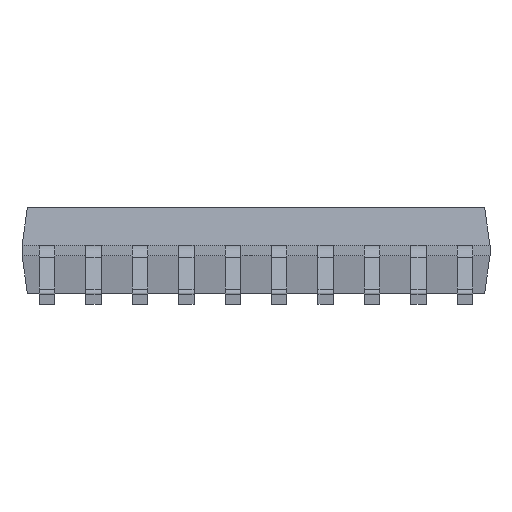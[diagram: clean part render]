
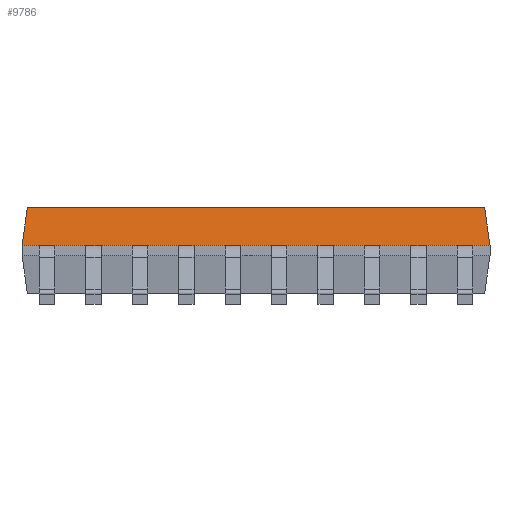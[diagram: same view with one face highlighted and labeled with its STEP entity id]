
A CAD part, front view. The second image highlights one B-rep face of the part: STEP entity #9786.
In plain terms, the highlighted face is planar.
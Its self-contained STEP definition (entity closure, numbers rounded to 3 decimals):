
#1499=FACE_OUTER_BOUND('',#2039,.T.);
#2039=EDGE_LOOP('',(#8962,#8963,#8964,#8965));
#2915=LINE('',#18439,#3809);
#2926=LINE('',#18467,#3820);
#2930=LINE('',#18473,#3824);
#2932=LINE('',#18477,#3826);
#3809=VECTOR('',#12520,1000.);
#3820=VECTOR('',#12545,1000.);
#3824=VECTOR('',#12553,1000.);
#3826=VECTOR('',#12559,1000.);
#4753=VERTEX_POINT('',#18432);
#4756=VERTEX_POINT('',#18437);
#4764=VERTEX_POINT('',#18459);
#4766=VERTEX_POINT('',#18465);
#6151=EDGE_CURVE('',#4756,#4753,#2915,.T.);
#6164=EDGE_CURVE('',#4764,#4766,#2926,.T.);
#6168=EDGE_CURVE('',#4753,#4766,#2930,.T.);
#6170=EDGE_CURVE('',#4756,#4764,#2932,.T.);
#8962=ORIENTED_EDGE('',*,*,#6164,.T.);
#8963=ORIENTED_EDGE('',*,*,#6168,.F.);
#8964=ORIENTED_EDGE('',*,*,#6151,.F.);
#8965=ORIENTED_EDGE('',*,*,#6170,.T.);
#9258=PLANE('',#10580);
#9786=ADVANCED_FACE('',(#1499),#9258,.T.);
#10580=AXIS2_PLACEMENT_3D('',#18478,#12560,#12561);
#12520=DIRECTION('',(0.,0.,1.));
#12545=DIRECTION('',(0.,0.,1.));
#12553=DIRECTION('',(-0.138,-0.981,0.138));
#12559=DIRECTION('',(-0.138,-0.981,-0.138));
#12560=DIRECTION('center_axis',(-0.99,0.139,0.));
#12561=DIRECTION('ref_axis',(-0.139,-0.99,0.));
#18432=CARTESIAN_POINT('',(-3.604,2.65,6.254));
#18437=CARTESIAN_POINT('',(-3.604,2.65,-6.254));
#18439=CARTESIAN_POINT('',(-3.604,2.65,-6.4));
#18459=CARTESIAN_POINT('',(-3.75,1.613,-6.4));
#18465=CARTESIAN_POINT('',(-3.75,1.613,6.4));
#18467=CARTESIAN_POINT('',(-3.75,1.613,-6.4));
#18473=CARTESIAN_POINT('',(-3.75,1.613,6.4));
#18477=CARTESIAN_POINT('',(-3.75,1.613,-6.4));
#18478=CARTESIAN_POINT('Origin',(-3.75,1.613,-6.4));
